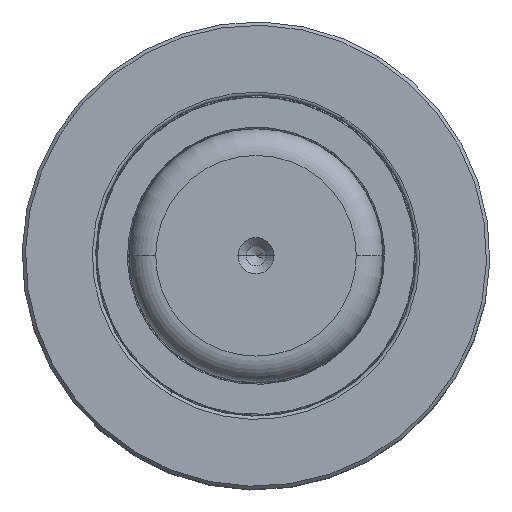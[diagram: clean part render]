
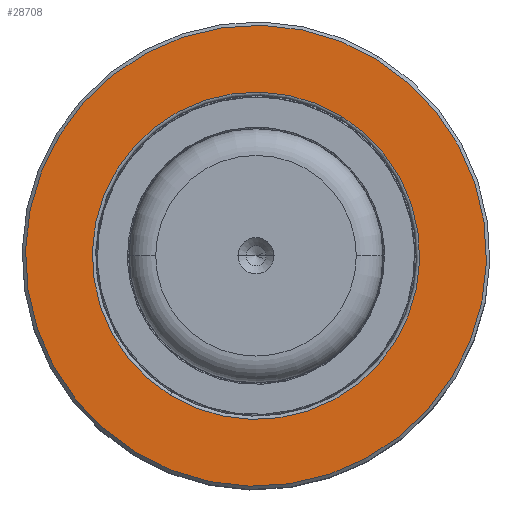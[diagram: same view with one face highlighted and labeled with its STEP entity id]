
A CAD part, top view. The second image highlights one B-rep face of the part: STEP entity #28708.
In plain terms, the highlighted face is planar.
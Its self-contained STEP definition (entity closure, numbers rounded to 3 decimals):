
#943 = CARTESIAN_POINT ( 'NONE',  ( 0., 35.687, 0. ) ) ;
#3510 = EDGE_LOOP ( 'NONE', ( #3529, #9744 ) ) ;
#3529 = ORIENTED_EDGE ( 'NONE', *, *, #51073, .F. ) ;
#5137 = AXIS2_PLACEMENT_3D ( 'NONE', #19537, #42981, #11137 ) ;
#6577 = DIRECTION ( 'NONE',  ( 0., 1., 0. ) ) ;
#6747 = PLANE ( 'NONE',  #13003 ) ;
#6946 = EDGE_CURVE ( 'NONE', #47098, #28606, #28780, .T. ) ;
#7692 = DIRECTION ( 'NONE',  ( 0., 0., -1. ) ) ;
#8726 = FACE_BOUND ( 'NONE', #50904, .T. ) ;
#9744 = ORIENTED_EDGE ( 'NONE', *, *, #19669, .F. ) ;
#11137 = DIRECTION ( 'NONE',  ( 0., 0., -1. ) ) ;
#11417 = CIRCLE ( 'NONE', #25674, 34.5 ) ;
#12347 = CARTESIAN_POINT ( 'NONE',  ( 0., 35.687, 0. ) ) ;
#13003 = AXIS2_PLACEMENT_3D ( 'NONE', #50455, #6577, #42237 ) ;
#14017 = DIRECTION ( 'NONE',  ( 0., 0., -1. ) ) ;
#14364 = DIRECTION ( 'NONE',  ( 0., -1., 0. ) ) ;
#19537 = CARTESIAN_POINT ( 'NONE',  ( 0., 35.687, 0. ) ) ;
#19541 = CIRCLE ( 'NONE', #44087, 34.5 ) ;
#19669 = EDGE_CURVE ( 'NONE', #44360, #30076, #11417, .T. ) ;
#21411 = DIRECTION ( 'NONE',  ( 0., 0., -1. ) ) ;
#23499 = CARTESIAN_POINT ( 'NONE',  ( 0., 35.687, -34.5 ) ) ;
#25674 = AXIS2_PLACEMENT_3D ( 'NONE', #35293, #39862, #7692 ) ;
#28606 = VERTEX_POINT ( 'NONE', #34181 ) ;
#28708 = ADVANCED_FACE ( 'NONE', ( #8726, #49375 ), #6747, .T. ) ;
#28771 = CARTESIAN_POINT ( 'NONE',  ( 0., 35.687, 34.5 ) ) ;
#28780 = CIRCLE ( 'NONE', #46622, 24.5 ) ;
#29978 = ORIENTED_EDGE ( 'NONE', *, *, #6946, .T. ) ;
#30076 = VERTEX_POINT ( 'NONE', #23499 ) ;
#32568 = ORIENTED_EDGE ( 'NONE', *, *, #40764, .T. ) ;
#34181 = CARTESIAN_POINT ( 'NONE',  ( 0., 35.687, 24.5 ) ) ;
#35293 = CARTESIAN_POINT ( 'NONE',  ( 0., 35.687, 0. ) ) ;
#39862 = DIRECTION ( 'NONE',  ( 0., -1., 0. ) ) ;
#40260 = CARTESIAN_POINT ( 'NONE',  ( 0., 35.687, -24.5 ) ) ;
#40503 = DIRECTION ( 'NONE',  ( 0., -1., 0. ) ) ;
#40764 = EDGE_CURVE ( 'NONE', #28606, #47098, #43124, .T. ) ;
#42237 = DIRECTION ( 'NONE',  ( 0., 0., 1. ) ) ;
#42981 = DIRECTION ( 'NONE',  ( 0., -1., 0. ) ) ;
#43124 = CIRCLE ( 'NONE', #5137, 24.5 ) ;
#44087 = AXIS2_PLACEMENT_3D ( 'NONE', #12347, #40503, #21411 ) ;
#44360 = VERTEX_POINT ( 'NONE', #28771 ) ;
#46622 = AXIS2_PLACEMENT_3D ( 'NONE', #943, #14364, #14017 ) ;
#47098 = VERTEX_POINT ( 'NONE', #40260 ) ;
#49375 = FACE_OUTER_BOUND ( 'NONE', #3510, .T. ) ;
#50455 = CARTESIAN_POINT ( 'NONE',  ( 34.5, 35.687, 0. ) ) ;
#50904 = EDGE_LOOP ( 'NONE', ( #29978, #32568 ) ) ;
#51073 = EDGE_CURVE ( 'NONE', #30076, #44360, #19541, .T. ) ;
